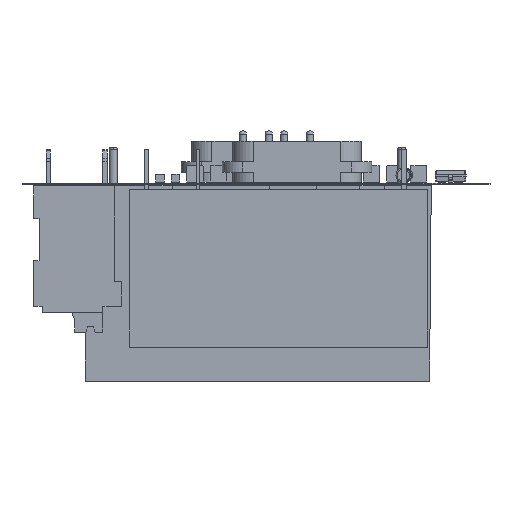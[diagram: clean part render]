
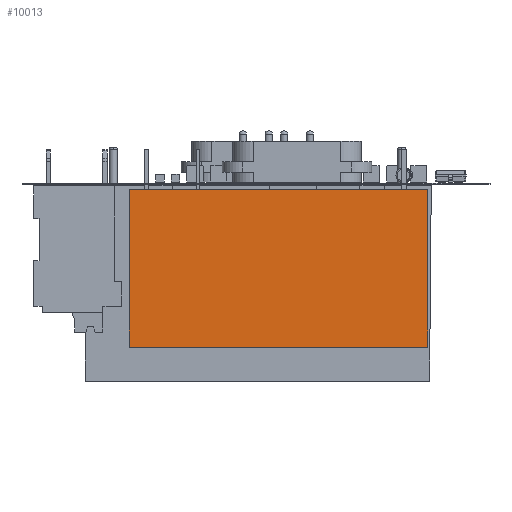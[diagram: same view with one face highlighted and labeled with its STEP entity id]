
A CAD part, left-side view. The second image highlights one B-rep face of the part: STEP entity #10013.
In plain terms, the highlighted face is planar.
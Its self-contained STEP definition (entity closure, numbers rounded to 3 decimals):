
#9662 = VERTEX_POINT('',#9663);
#9663 = CARTESIAN_POINT('',(-2.3,0.4,2.6));
#9678 = VERTEX_POINT('',#9679);
#9679 = CARTESIAN_POINT('',(26.7,0.4,2.6));
#9685 = EDGE_CURVE('',#9662,#9678,#9686,.T.);
#9686 = LINE('',#9687,#9688);
#9687 = CARTESIAN_POINT('',(-2.3,0.4,2.6));
#9688 = VECTOR('',#9689,1.);
#9689 = DIRECTION('',(1.,0.,0.));
#9901 = EDGE_CURVE('',#9902,#9662,#9904,.T.);
#9902 = VERTEX_POINT('',#9903);
#9903 = CARTESIAN_POINT('',(-2.3,15.7,2.6));
#9904 = LINE('',#9905,#9906);
#9905 = CARTESIAN_POINT('',(-2.3,15.7,2.6));
#9906 = VECTOR('',#9907,1.);
#9907 = DIRECTION('',(0.,-1.,0.));
#10013 = ADVANCED_FACE('',(#10014),#10032,.F.);
#10014 = FACE_BOUND('',#10015,.T.);
#10015 = EDGE_LOOP('',(#10016,#10017,#10025,#10031));
#10016 = ORIENTED_EDGE('',*,*,#9685,.T.);
#10017 = ORIENTED_EDGE('',*,*,#10018,.F.);
#10018 = EDGE_CURVE('',#10019,#9678,#10021,.T.);
#10019 = VERTEX_POINT('',#10020);
#10020 = CARTESIAN_POINT('',(26.7,15.7,2.6));
#10021 = LINE('',#10022,#10023);
#10022 = CARTESIAN_POINT('',(26.7,15.7,2.6));
#10023 = VECTOR('',#10024,1.);
#10024 = DIRECTION('',(0.,-1.,0.));
#10025 = ORIENTED_EDGE('',*,*,#10026,.F.);
#10026 = EDGE_CURVE('',#9902,#10019,#10027,.T.);
#10027 = LINE('',#10028,#10029);
#10028 = CARTESIAN_POINT('',(-2.3,15.7,2.6));
#10029 = VECTOR('',#10030,1.);
#10030 = DIRECTION('',(1.,0.,0.));
#10031 = ORIENTED_EDGE('',*,*,#9901,.T.);
#10032 = PLANE('',#10033);
#10033 = AXIS2_PLACEMENT_3D('',#10034,#10035,#10036);
#10034 = CARTESIAN_POINT('',(-2.3,15.7,2.6));
#10035 = DIRECTION('',(0.,0.,-1.));
#10036 = DIRECTION('',(-1.,0.,0.));
